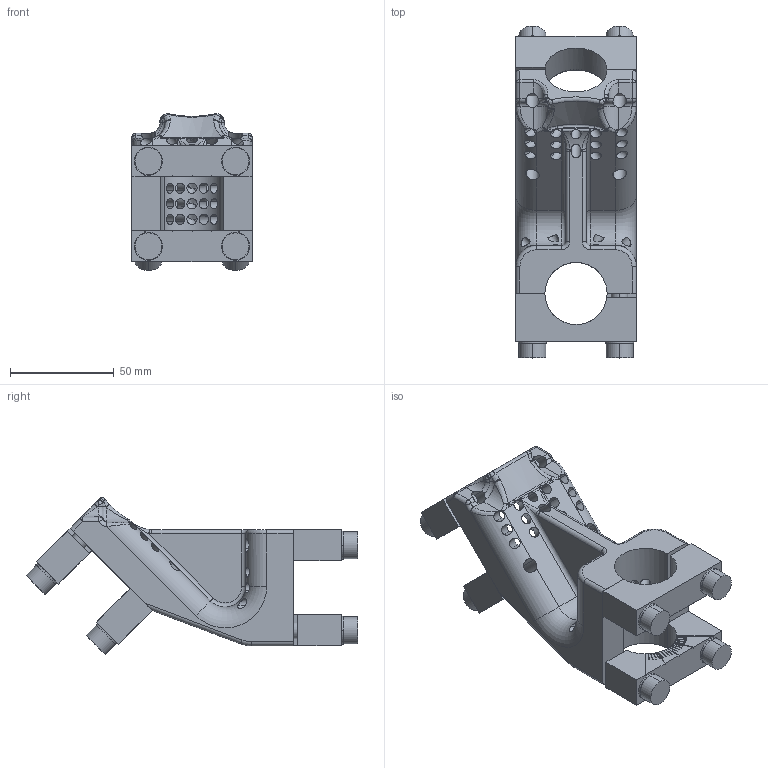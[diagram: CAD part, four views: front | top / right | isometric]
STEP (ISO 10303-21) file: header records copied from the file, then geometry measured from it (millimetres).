
FILE_DESCRIPTION(('CATIA V5 STEP Exchange'),'2;1');
FILE_NAME('AEGT132.stp','2017-07-06T00:20:19+00:00',('none'),('none'),'CATIA Version 5 Release 21 GA (IN-10)','CATIA V5 STEP AP203','none');
FILE_SCHEMA(('CONFIG_CONTROL_DESIGN'));
Length unit declared in the file: millimetre
Products named in the file (1): AEGT132
Bounding box: 58 x 159.89 x 75.59 mm (x, y, z)
Volume: 199673.5 mm3; surface area: 69701 mm2
Topology: 13 solids, 13 shells, 621 faces, 1701 edges, 1088 vertices
Faces by surface type: plane 341, cylinder 196, bspline 32, cone 24, torus 22, sphere 6
Entity records: 22800 total; most frequent: CARTESIAN_POINT 8460, ORIENTED_EDGE 3366, DIRECTION 2196, EDGE_CURVE 1683, VERTEX_POINT 1088, AXIS2_PLACEMENT_3D 863, VECTOR 851, LINE 851
